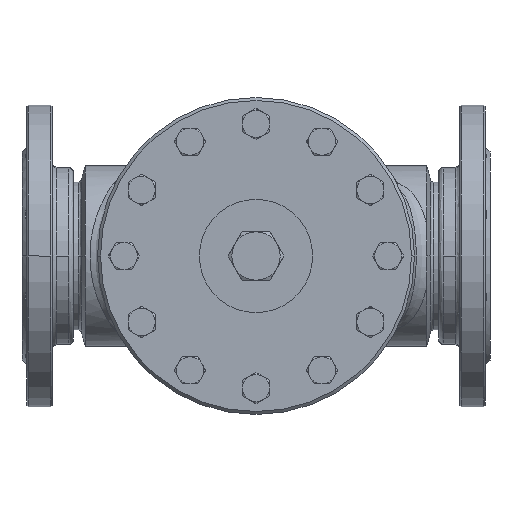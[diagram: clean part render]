
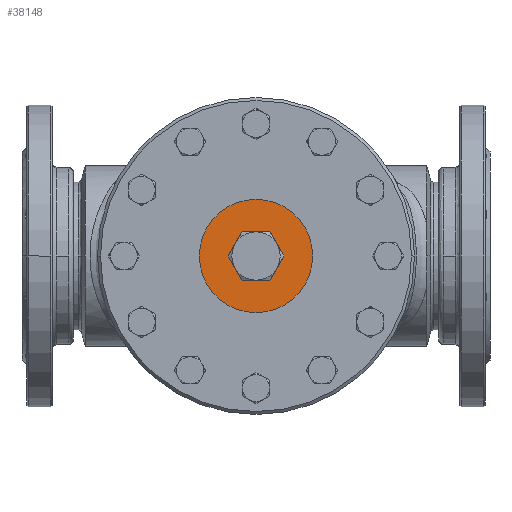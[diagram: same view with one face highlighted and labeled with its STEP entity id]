
A CAD part, front view. The second image highlights one B-rep face of the part: STEP entity #38148.
In plain terms, the highlighted planar face has unit normal (0, -1, 0).
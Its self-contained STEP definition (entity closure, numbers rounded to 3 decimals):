
#237 = DIRECTION ( 'NONE',  ( 0., -1., 0. ) ) ;
#321 = AXIS2_PLACEMENT_3D ( 'NONE', #32476, #11092, #11404 ) ;
#326 = CIRCLE ( 'NONE', #25925, 37.5 ) ;
#1285 = EDGE_CURVE ( 'NONE', #11813, #3511, #20245, .T. ) ;
#3511 = VERTEX_POINT ( 'NONE', #39737 ) ;
#4180 = ORIENTED_EDGE ( 'NONE', *, *, #26602, .F. ) ;
#5085 = CARTESIAN_POINT ( 'NONE',  ( 37.5, -144., 0. ) ) ;
#6866 = DIRECTION ( 'NONE',  ( 0., 0., -1. ) ) ;
#8225 = CARTESIAN_POINT ( 'NONE',  ( -37.5, -144., 0. ) ) ;
#8793 = EDGE_CURVE ( 'NONE', #3511, #11813, #43296, .T. ) ;
#8844 = EDGE_CURVE ( 'NONE', #12993, #15335, #326, .T. ) ;
#10133 = CIRCLE ( 'NONE', #16802, 37.5 ) ;
#10849 = CARTESIAN_POINT ( 'NONE',  ( 0., -144., 0. ) ) ;
#11092 = DIRECTION ( 'NONE',  ( 0., -1., 0. ) ) ;
#11404 = DIRECTION ( 'NONE',  ( 0., 0., -1. ) ) ;
#11813 = VERTEX_POINT ( 'NONE', #26567 ) ;
#12108 = CARTESIAN_POINT ( 'NONE',  ( 0., -144., 0. ) ) ;
#12489 = ORIENTED_EDGE ( 'NONE', *, *, #8793, .F. ) ;
#12993 = VERTEX_POINT ( 'NONE', #5085 ) ;
#15335 = VERTEX_POINT ( 'NONE', #8225 ) ;
#15544 = DIRECTION ( 'NONE',  ( 0., 1., 0. ) ) ;
#15961 = DIRECTION ( 'NONE',  ( -1., 0., 0. ) ) ;
#16802 = AXIS2_PLACEMENT_3D ( 'NONE', #12108, #15544, #19226 ) ;
#16881 = ORIENTED_EDGE ( 'NONE', *, *, #8844, .F. ) ;
#17343 = FACE_OUTER_BOUND ( 'NONE', #19971, .T. ) ;
#19226 = DIRECTION ( 'NONE',  ( -1., 0., 0. ) ) ;
#19971 = EDGE_LOOP ( 'NONE', ( #4180, #16881 ) ) ;
#20245 = CIRCLE ( 'NONE', #321, 12.1 ) ;
#23889 = ORIENTED_EDGE ( 'NONE', *, *, #1285, .F. ) ;
#25925 = AXIS2_PLACEMENT_3D ( 'NONE', #38862, #42586, #35042 ) ;
#26567 = CARTESIAN_POINT ( 'NONE',  ( 0., -144., 12.1 ) ) ;
#26602 = EDGE_CURVE ( 'NONE', #15335, #12993, #10133, .T. ) ;
#29244 = EDGE_LOOP ( 'NONE', ( #12489, #23889 ) ) ;
#32476 = CARTESIAN_POINT ( 'NONE',  ( 0., -144., 0. ) ) ;
#33126 = PLANE ( 'NONE',  #38839 ) ;
#35042 = DIRECTION ( 'NONE',  ( -1., 0., 0. ) ) ;
#36971 = DIRECTION ( 'NONE',  ( 0., 1., 0. ) ) ;
#38148 = ADVANCED_FACE ( 'NONE', ( #45454, #17343 ), #33126, .F. ) ;
#38839 = AXIS2_PLACEMENT_3D ( 'NONE', #40213, #36971, #15961 ) ;
#38862 = CARTESIAN_POINT ( 'NONE',  ( 0., -144., 0. ) ) ;
#39737 = CARTESIAN_POINT ( 'NONE',  ( 0., -144., -12.1 ) ) ;
#40213 = CARTESIAN_POINT ( 'NONE',  ( 0., -144., 0. ) ) ;
#42586 = DIRECTION ( 'NONE',  ( 0., 1., 0. ) ) ;
#43296 = CIRCLE ( 'NONE', #44862, 12.1 ) ;
#44862 = AXIS2_PLACEMENT_3D ( 'NONE', #10849, #237, #6866 ) ;
#45454 = FACE_BOUND ( 'NONE', #29244, .T. ) ;
